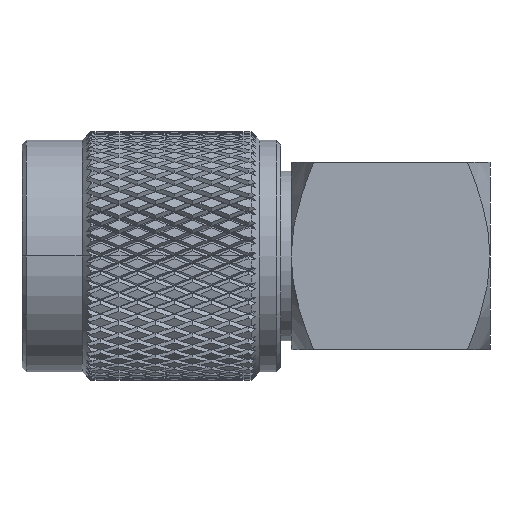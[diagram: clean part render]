
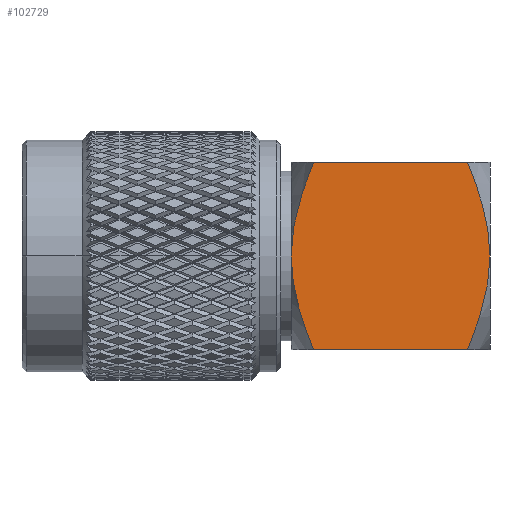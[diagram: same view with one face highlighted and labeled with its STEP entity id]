
A CAD part, left-side view. The second image highlights one B-rep face of the part: STEP entity #102729.
In plain terms, the highlighted planar face has unit normal (-1, 0, 0).
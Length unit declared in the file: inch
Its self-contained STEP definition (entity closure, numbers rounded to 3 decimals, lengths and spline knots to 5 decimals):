
#222 = VERTEX_POINT ( 'NONE', #15664 ) ;
#303 = DIRECTION ( 'NONE',  ( 0., -1., 0. ) ) ;
#1822 = EDGE_LOOP ( 'NONE', ( #76612, #39243, #59431, #69223, #21221, #82079 ) ) ;
#7451 = CARTESIAN_POINT ( 'NONE',  ( -0.215, -0.22835, 0.0373 ) ) ;
#8072 = VERTEX_POINT ( 'NONE', #77856 ) ;
#9779 = CARTESIAN_POINT ( 'NONE',  ( -0.215, 0.17693, 0.215 ) ) ;
#12132 = CARTESIAN_POINT ( 'NONE',  ( -0.215, -0.19094, -0.18067 ) ) ;
#12162 = CARTESIAN_POINT ( 'NONE',  ( -0.215, 0.22835, 0.0373 ) ) ;
#12666 = CARTESIAN_POINT ( 'NONE',  ( -0.215, -0.22835, -0.01849 ) ) ;
#13811 = EDGE_CURVE ( 'NONE', #44434, #57795, #15944, .T. ) ;
#15046 = B_SPLINE_CURVE_WITH_KNOTS ( 'NONE', 3,
 ( #105651, #54971, #56022, #81853, #97519, #56559, #7451, #87857 ),
 .UNSPECIFIED., .F., .F.,
 ( 4, 2, 2, 4 ),
 ( 0.01418, 0.0156, 0.01701, 0.01983 ),
 .UNSPECIFIED. ) ;
#15664 = CARTESIAN_POINT ( 'NONE',  ( -0.215, -0.22835, 0. ) ) ;
#15944 = B_SPLINE_CURVE_WITH_KNOTS ( 'NONE', 3,
 ( #98855, #74573, #90233, #16912, #33623, #25027, #89185, #49827 ),
 .UNSPECIFIED., .F., .F.,
 ( 4, 2, 2, 4 ),
 ( 0.00608, 0.0089, 0.01031, 0.01173 ),
 .UNSPECIFIED. ) ;
#16699 = FACE_OUTER_BOUND ( 'NONE', #1822, .T. ) ;
#16912 = CARTESIAN_POINT ( 'NONE',  ( -0.215, 0.21778, -0.09197 ) ) ;
#17193 = LINE ( 'NONE', #98081, #28738 ) ;
#20742 = CARTESIAN_POINT ( 'NONE',  ( -0.215, -0.22835, 0. ) ) ;
#21221 = ORIENTED_EDGE ( 'NONE', *, *, #94263, .T. ) ;
#22343 = CARTESIAN_POINT ( 'NONE',  ( -0.215, -0.17693, -0.215 ) ) ;
#24422 = B_SPLINE_CURVE_WITH_KNOTS ( 'NONE', 3,
 ( #20742, #12666, #103259, #94628, #38546, #61736, #12132, #22343 ),
 .UNSPECIFIED., .F., .F.,
 ( 4, 2, 2, 4 ),
 ( 0.01983, 0.02123, 0.02262, 0.02542 ),
 .UNSPECIFIED. ) ;
#24429 = CARTESIAN_POINT ( 'NONE',  ( -0.215, 0.22835, 0. ) ) ;
#25027 = CARTESIAN_POINT ( 'NONE',  ( -0.215, 0.22691, -0.03725 ) ) ;
#25358 = PLANE ( 'NONE',  #104733 ) ;
#28738 = VECTOR ( 'NONE', #89446, 39.37008 ) ;
#29061 = CARTESIAN_POINT ( 'NONE',  ( -0.215, 0.17693, -0.215 ) ) ;
#31314 = B_SPLINE_CURVE_WITH_KNOTS ( 'NONE', 3,
 ( #44546, #12162, #45080, #70369, #62293, #95172, #47731, #65977 ),
 .UNSPECIFIED., .F., .F.,
 ( 4, 2, 2, 4 ),
 ( 0.01173, 0.01457, 0.016, 0.01742 ),
 .UNSPECIFIED. ) ;
#32321 = VERTEX_POINT ( 'NONE', #9779 ) ;
#33623 = CARTESIAN_POINT ( 'NONE',  ( -0.215, 0.22162, -0.07391 ) ) ;
#38441 = EDGE_CURVE ( 'NONE', #8072, #222, #15046, .T. ) ;
#38546 = CARTESIAN_POINT ( 'NONE',  ( -0.215, -0.21778, -0.09197 ) ) ;
#39243 = ORIENTED_EDGE ( 'NONE', *, *, #61380, .F. ) ;
#39537 = VECTOR ( 'NONE', #303, 39.37008 ) ;
#44434 = VERTEX_POINT ( 'NONE', #29061 ) ;
#44546 = CARTESIAN_POINT ( 'NONE',  ( -0.215, 0.22835, 0. ) ) ;
#45080 = CARTESIAN_POINT ( 'NONE',  ( -0.215, 0.22256, 0.07369 ) ) ;
#47731 = CARTESIAN_POINT ( 'NONE',  ( -0.215, 0.18395, 0.19781 ) ) ;
#47829 = EDGE_CURVE ( 'NONE', #222, #71550, #24422, .T. ) ;
#48558 = DIRECTION ( 'NONE',  ( 0., 0., -1. ) ) ;
#49621 = CARTESIAN_POINT ( 'NONE',  ( -0.215, -0.22835, 0.215 ) ) ;
#49827 = CARTESIAN_POINT ( 'NONE',  ( -0.215, 0.22835, 0. ) ) ;
#54971 = CARTESIAN_POINT ( 'NONE',  ( -0.215, -0.18395, 0.19781 ) ) ;
#56022 = CARTESIAN_POINT ( 'NONE',  ( -0.215, -0.19062, 0.18046 ) ) ;
#56559 = CARTESIAN_POINT ( 'NONE',  ( -0.215, -0.22256, 0.07369 ) ) ;
#57795 = VERTEX_POINT ( 'NONE', #24429 ) ;
#58013 = CARTESIAN_POINT ( 'NONE',  ( -0.215, -0.22835, 0.215 ) ) ;
#59431 = ORIENTED_EDGE ( 'NONE', *, *, #96990, .F. ) ;
#61380 = EDGE_CURVE ( 'NONE', #32321, #8072, #84399, .T. ) ;
#61736 = CARTESIAN_POINT ( 'NONE',  ( -0.215, -0.2037, -0.14559 ) ) ;
#62293 = CARTESIAN_POINT ( 'NONE',  ( -0.215, 0.2029, 0.14522 ) ) ;
#65977 = CARTESIAN_POINT ( 'NONE',  ( -0.215, 0.17693, 0.215 ) ) ;
#69223 = ORIENTED_EDGE ( 'NONE', *, *, #13811, .F. ) ;
#70369 = CARTESIAN_POINT ( 'NONE',  ( -0.215, 0.20848, 0.12741 ) ) ;
#71550 = VERTEX_POINT ( 'NONE', #83671 ) ;
#74573 = CARTESIAN_POINT ( 'NONE',  ( -0.215, 0.19094, -0.18067 ) ) ;
#76612 = ORIENTED_EDGE ( 'NONE', *, *, #38441, .F. ) ;
#77856 = CARTESIAN_POINT ( 'NONE',  ( -0.215, -0.17693, 0.215 ) ) ;
#81853 = CARTESIAN_POINT ( 'NONE',  ( -0.215, -0.2029, 0.14522 ) ) ;
#82079 = ORIENTED_EDGE ( 'NONE', *, *, #47829, .F. ) ;
#83671 = CARTESIAN_POINT ( 'NONE',  ( -0.215, -0.17693, -0.215 ) ) ;
#84399 = LINE ( 'NONE', #58013, #39537 ) ;
#87857 = CARTESIAN_POINT ( 'NONE',  ( -0.215, -0.22835, 0. ) ) ;
#89185 = CARTESIAN_POINT ( 'NONE',  ( -0.215, 0.22835, -0.01849 ) ) ;
#89446 = DIRECTION ( 'NONE',  ( 0., -1., 0. ) ) ;
#90233 = CARTESIAN_POINT ( 'NONE',  ( -0.215, 0.2037, -0.14559 ) ) ;
#91096 = DIRECTION ( 'NONE',  ( 1., 0., 0. ) ) ;
#94263 = EDGE_CURVE ( 'NONE', #44434, #71550, #17193, .T. ) ;
#94628 = CARTESIAN_POINT ( 'NONE',  ( -0.215, -0.22162, -0.07391 ) ) ;
#95172 = CARTESIAN_POINT ( 'NONE',  ( -0.215, 0.19062, 0.18046 ) ) ;
#96990 = EDGE_CURVE ( 'NONE', #57795, #32321, #31314, .T. ) ;
#97519 = CARTESIAN_POINT ( 'NONE',  ( -0.215, -0.20848, 0.12741 ) ) ;
#98081 = CARTESIAN_POINT ( 'NONE',  ( -0.215, -0.22835, -0.215 ) ) ;
#98855 = CARTESIAN_POINT ( 'NONE',  ( -0.215, 0.17693, -0.215 ) ) ;
#102729 = ADVANCED_FACE ( 'NONE', ( #16699 ), #25358, .F. ) ;
#103259 = CARTESIAN_POINT ( 'NONE',  ( -0.215, -0.22691, -0.03725 ) ) ;
#104733 = AXIS2_PLACEMENT_3D ( 'NONE', #49621, #91096, #48558 ) ;
#105651 = CARTESIAN_POINT ( 'NONE',  ( -0.215, -0.17693, 0.215 ) ) ;
